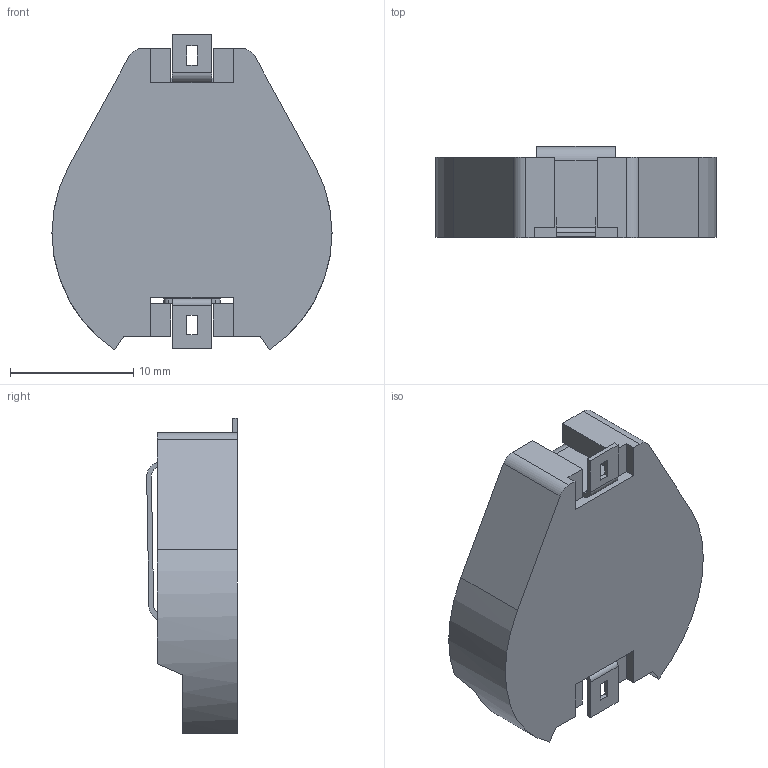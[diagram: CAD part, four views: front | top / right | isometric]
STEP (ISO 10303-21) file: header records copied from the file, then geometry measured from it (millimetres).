
FILE_DESCRIPTION (( 'STEP AP214' ), '1' );
FILE_NAME ('1061TR.STEP', '2022-01-14T18:43:30', ( '' ), ( '' ), 'SwSTEP 2.0', 'SolidWorks 2013', '' );
FILE_SCHEMA (( 'AUTOMOTIVE_DESIGN' ));
Length unit declared in the file: inch
Products named in the file (1): 1061TR
Bounding box: 22.76 x 7.37 x 25.65 mm (x, y, z)
Volume: 1699.6 mm3; surface area: 1881.6 mm2
Topology: 2 solids, 2 shells, 125 faces, 366 edges, 242 vertices
Faces by surface type: plane 105, cylinder 20
Entity records: 5144 total; most frequent: CARTESIAN_POINT 746, ORIENTED_EDGE 732, DIRECTION 664, EDGE_CURVE 366, VECTOR 312, LINE 312, VERTEX_POINT 242, AXIS2_PLACEMENT_3D 176
